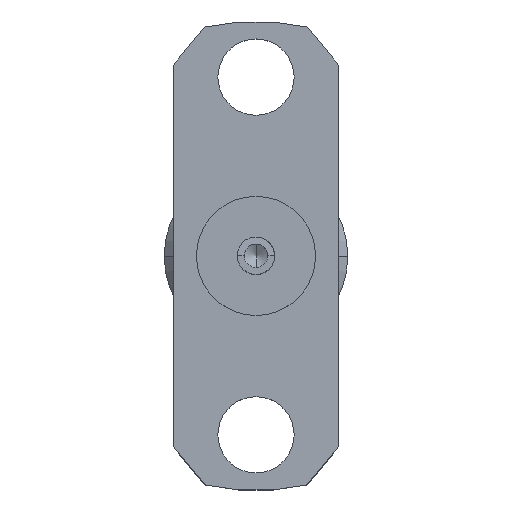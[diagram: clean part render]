
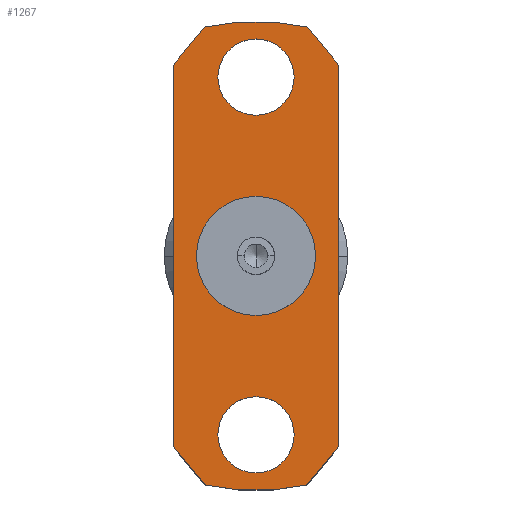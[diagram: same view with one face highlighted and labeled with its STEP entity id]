
A CAD part, top view. The second image highlights one B-rep face of the part: STEP entity #1267.
In plain terms, the highlighted planar face has unit normal (0, 0, 1).
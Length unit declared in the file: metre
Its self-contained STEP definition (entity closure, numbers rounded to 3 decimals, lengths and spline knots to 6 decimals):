
#10 = ORIENTED_EDGE ( 'NONE', *, *, #1204, .F. ) ;
#11 = CARTESIAN_POINT ( 'NONE',  ( 0.001737, 0.007809, 0. ) ) ;
#13 = VECTOR ( 'NONE', #18, 1. ) ;
#18 = DIRECTION ( 'NONE',  ( 0.643, -0.766, 0. ) ) ;
#35 = DIRECTION ( 'NONE',  ( 1., 0., 0. ) ) ;
#58 = EDGE_CURVE ( 'NONE', #753, #530, #427, .T. ) ;
#87 = CIRCLE ( 'NONE', #1153, 0.00203 ) ;
#99 = CARTESIAN_POINT ( 'NONE',  ( -0.001737, 0.007809, 0. ) ) ;
#115 = AXIS2_PLACEMENT_3D ( 'NONE', #241, #253, #35 ) ;
#126 = VERTEX_POINT ( 'NONE', #1132 ) ;
#137 = VERTEX_POINT ( 'NONE', #1026 ) ;
#144 = LINE ( 'NONE', #379, #1192 ) ;
#179 = VERTEX_POINT ( 'NONE', #817 ) ;
#198 = AXIS2_PLACEMENT_3D ( 'NONE', #1163, #1151, #1176 ) ;
#200 = DIRECTION ( 'NONE',  ( 1., 0., 0. ) ) ;
#206 = CIRCLE ( 'NONE', #816, 0.00203 ) ;
#209 = DIRECTION ( 'NONE',  ( -1., 0., 0. ) ) ;
#211 = DIRECTION ( 'NONE',  ( 0., 0., 1. ) ) ;
#221 = DIRECTION ( 'NONE',  ( 0., 0., 1. ) ) ;
#224 = DIRECTION ( 'NONE',  ( 0., 0., -1. ) ) ;
#238 = CARTESIAN_POINT ( 'NONE',  ( 0., 0., 0. ) ) ;
#241 = CARTESIAN_POINT ( 'NONE',  ( 0., 0.0061, 0. ) ) ;
#244 = EDGE_LOOP ( 'NONE', ( #1074, #907 ) ) ;
#245 = AXIS2_PLACEMENT_3D ( 'NONE', #775, #221, #1261 ) ;
#246 = DIRECTION ( 'NONE',  ( 0., 1., 0. ) ) ;
#253 = DIRECTION ( 'NONE',  ( 0., 0., 1. ) ) ;
#267 = DIRECTION ( 'NONE',  ( -0.643, -0.766, 0. ) ) ;
#290 = CARTESIAN_POINT ( 'NONE',  ( -0.002825, 0.006512, 0. ) ) ;
#299 = CIRCLE ( 'NONE', #115, 0.0013 ) ;
#302 = DIRECTION ( 'NONE',  ( 0., -1., 0. ) ) ;
#319 = VERTEX_POINT ( 'NONE', #343 ) ;
#325 = CARTESIAN_POINT ( 'NONE',  ( -0.0013, 0.0061, 0. ) ) ;
#339 = CARTESIAN_POINT ( 'NONE',  ( -0.001737, -0.007809, 0. ) ) ;
#343 = CARTESIAN_POINT ( 'NONE',  ( -0.0013, -0.0061, 0. ) ) ;
#368 = AXIS2_PLACEMENT_3D ( 'NONE', #472, #1202, #200 ) ;
#379 = CARTESIAN_POINT ( 'NONE',  ( 0.002825, 0., 0. ) ) ;
#396 = CARTESIAN_POINT ( 'NONE',  ( -0.00203, 0., 0. ) ) ;
#427 = CIRCLE ( 'NONE', #245, 0.0013 ) ;
#444 = ORIENTED_EDGE ( 'NONE', *, *, #974, .T. ) ;
#472 = CARTESIAN_POINT ( 'NONE',  ( 0., -0.0061, 0. ) ) ;
#480 = VERTEX_POINT ( 'NONE', #781 ) ;
#482 = EDGE_LOOP ( 'NONE', ( #651, #444, #739, #1256, #485, #948, #520, #10 ) ) ;
#485 = ORIENTED_EDGE ( 'NONE', *, *, #1201, .F. ) ;
#513 = AXIS2_PLACEMENT_3D ( 'NONE', #922, #224, #1247 ) ;
#520 = ORIENTED_EDGE ( 'NONE', *, *, #1230, .F. ) ;
#530 = VERTEX_POINT ( 'NONE', #688 ) ;
#549 = DIRECTION ( 'NONE',  ( -1., 0., 0. ) ) ;
#574 = EDGE_CURVE ( 'NONE', #1288, #989, #87, .T. ) ;
#591 = EDGE_CURVE ( 'NONE', #530, #753, #299, .T. ) ;
#594 = CARTESIAN_POINT ( 'NONE',  ( 0.00203, 0., 0. ) ) ;
#597 = CIRCLE ( 'NONE', #1172, 0.0013 ) ;
#599 = ORIENTED_EDGE ( 'NONE', *, *, #58, .F. ) ;
#604 = EDGE_CURVE ( 'NONE', #137, #1037, #852, .T. ) ;
#614 = FACE_OUTER_BOUND ( 'NONE', #482, .T. ) ;
#628 = DIRECTION ( 'NONE',  ( 0.643, 0.766, 0. ) ) ;
#649 = FACE_BOUND ( 'NONE', #1225, .T. ) ;
#651 = ORIENTED_EDGE ( 'NONE', *, *, #844, .F. ) ;
#676 = ORIENTED_EDGE ( 'NONE', *, *, #591, .F. ) ;
#680 = CARTESIAN_POINT ( 'NONE',  ( 0.001737, -0.007809, 0. ) ) ;
#687 = CIRCLE ( 'NONE', #1264, 0.008 ) ;
#688 = CARTESIAN_POINT ( 'NONE',  ( 0.0013, 0.0061, 0. ) ) ;
#708 = PLANE ( 'NONE',  #513 ) ;
#710 = EDGE_CURVE ( 'NONE', #319, #179, #1268, .T. ) ;
#713 = VECTOR ( 'NONE', #1131, 1. ) ;
#732 = CARTESIAN_POINT ( 'NONE',  ( -0.002825, -0.006512, 0. ) ) ;
#733 = VECTOR ( 'NONE', #628, 1. ) ;
#739 = ORIENTED_EDGE ( 'NONE', *, *, #1023, .F. ) ;
#753 = VERTEX_POINT ( 'NONE', #325 ) ;
#775 = CARTESIAN_POINT ( 'NONE',  ( 0., 0.0061, 0. ) ) ;
#779 = ORIENTED_EDGE ( 'NONE', *, *, #710, .T. ) ;
#781 = CARTESIAN_POINT ( 'NONE',  ( 0.001737, -0.007809, 0. ) ) ;
#806 = LINE ( 'NONE', #11, #13 ) ;
#808 = DIRECTION ( 'NONE',  ( 0., 0., 1. ) ) ;
#809 = VECTOR ( 'NONE', #267, 1. ) ;
#816 = AXIS2_PLACEMENT_3D ( 'NONE', #238, #211, #209 ) ;
#817 = CARTESIAN_POINT ( 'NONE',  ( 0.0013, -0.0061, 0. ) ) ;
#844 = EDGE_CURVE ( 'NONE', #480, #1243, #687, .T. ) ;
#852 = LINE ( 'NONE', #99, #809 ) ;
#902 = FACE_BOUND ( 'NONE', #996, .T. ) ;
#907 = ORIENTED_EDGE ( 'NONE', *, *, #1040, .F. ) ;
#922 = CARTESIAN_POINT ( 'NONE',  ( 0., 0., 0. ) ) ;
#928 = DIRECTION ( 'NONE',  ( 0., 0., -1. ) ) ;
#937 = VECTOR ( 'NONE', #246, 1. ) ;
#948 = ORIENTED_EDGE ( 'NONE', *, *, #604, .T. ) ;
#951 = VERTEX_POINT ( 'NONE', #732 ) ;
#955 = CARTESIAN_POINT ( 'NONE',  ( 0., -0.0061, 0. ) ) ;
#974 = EDGE_CURVE ( 'NONE', #480, #126, #1033, .T. ) ;
#986 = DIRECTION ( 'NONE',  ( 1., 0., 0. ) ) ;
#989 = VERTEX_POINT ( 'NONE', #594 ) ;
#996 = EDGE_LOOP ( 'NONE', ( #676, #599 ) ) ;
#1007 = CARTESIAN_POINT ( 'NONE',  ( 0., 0., 0. ) ) ;
#1023 = EDGE_CURVE ( 'NONE', #1188, #126, #144, .T. ) ;
#1026 = CARTESIAN_POINT ( 'NONE',  ( -0.001737, 0.007809, 0. ) ) ;
#1033 = LINE ( 'NONE', #680, #733 ) ;
#1037 = VERTEX_POINT ( 'NONE', #290 ) ;
#1040 = EDGE_CURVE ( 'NONE', #989, #1288, #206, .T. ) ;
#1045 = CIRCLE ( 'NONE', #198, 0.008 ) ;
#1057 = CARTESIAN_POINT ( 'NONE',  ( 0.002825, 0.006512, 0. ) ) ;
#1062 = DIRECTION ( 'NONE',  ( -1., 0., 0. ) ) ;
#1074 = ORIENTED_EDGE ( 'NONE', *, *, #574, .F. ) ;
#1090 = DIRECTION ( 'NONE',  ( 0., 0., -1. ) ) ;
#1100 = CARTESIAN_POINT ( 'NONE',  ( 0., 0., 0. ) ) ;
#1105 = CARTESIAN_POINT ( 'NONE',  ( -0.002825, 0., 0. ) ) ;
#1131 = DIRECTION ( 'NONE',  ( -0.643, 0.766, 0. ) ) ;
#1132 = CARTESIAN_POINT ( 'NONE',  ( 0.002825, -0.006512, 0. ) ) ;
#1143 = CARTESIAN_POINT ( 'NONE',  ( -0.001737, -0.007809, 0. ) ) ;
#1145 = ORIENTED_EDGE ( 'NONE', *, *, #1165, .T. ) ;
#1147 = EDGE_CURVE ( 'NONE', #1271, #1188, #806, .T. ) ;
#1151 = DIRECTION ( 'NONE',  ( 0., 0., -1. ) ) ;
#1153 = AXIS2_PLACEMENT_3D ( 'NONE', #1007, #808, #549 ) ;
#1163 = CARTESIAN_POINT ( 'NONE',  ( 0., 0., 0. ) ) ;
#1165 = EDGE_CURVE ( 'NONE', #179, #319, #597, .T. ) ;
#1166 = CARTESIAN_POINT ( 'NONE',  ( 0.001737, 0.007809, 0. ) ) ;
#1172 = AXIS2_PLACEMENT_3D ( 'NONE', #955, #928, #986 ) ;
#1173 = FACE_BOUND ( 'NONE', #244, .T. ) ;
#1176 = DIRECTION ( 'NONE',  ( -1., 0., 0. ) ) ;
#1188 = VERTEX_POINT ( 'NONE', #1057 ) ;
#1192 = VECTOR ( 'NONE', #302, 1. ) ;
#1201 = EDGE_CURVE ( 'NONE', #137, #1271, #1045, .T. ) ;
#1202 = DIRECTION ( 'NONE',  ( 0., 0., -1. ) ) ;
#1204 = EDGE_CURVE ( 'NONE', #1243, #951, #1238, .T. ) ;
#1206 = LINE ( 'NONE', #1105, #937 ) ;
#1225 = EDGE_LOOP ( 'NONE', ( #1145, #779 ) ) ;
#1230 = EDGE_CURVE ( 'NONE', #951, #1037, #1206, .T. ) ;
#1238 = LINE ( 'NONE', #1143, #713 ) ;
#1243 = VERTEX_POINT ( 'NONE', #339 ) ;
#1247 = DIRECTION ( 'NONE',  ( -1., 0., 0. ) ) ;
#1256 = ORIENTED_EDGE ( 'NONE', *, *, #1147, .F. ) ;
#1261 = DIRECTION ( 'NONE',  ( 1., 0., 0. ) ) ;
#1264 = AXIS2_PLACEMENT_3D ( 'NONE', #1100, #1090, #1062 ) ;
#1267 = ADVANCED_FACE ( 'NONE', ( #1173, #902, #649, #614 ), #708, .F. ) ;
#1268 = CIRCLE ( 'NONE', #368, 0.0013 ) ;
#1271 = VERTEX_POINT ( 'NONE', #1166 ) ;
#1288 = VERTEX_POINT ( 'NONE', #396 ) ;
